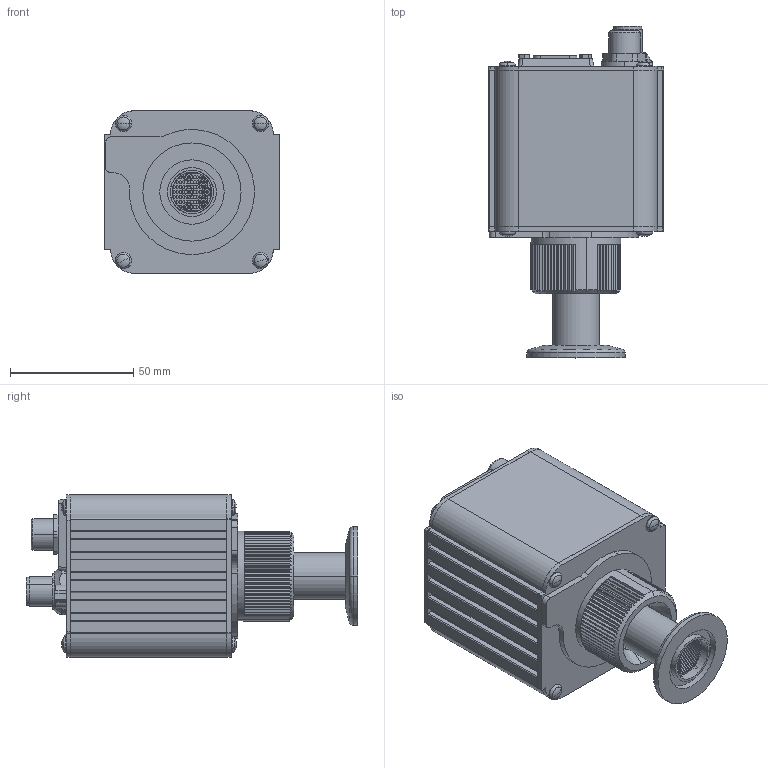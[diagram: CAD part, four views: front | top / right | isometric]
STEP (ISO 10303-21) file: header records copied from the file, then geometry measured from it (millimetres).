
FILE_DESCRIPTION (( 'STEP AP203' ), '1' );
FILE_NAME ('355620-2-YE-T-STEP.STEP', '2017-08-02T20:00:05', ( 'MKS' ), ( 'MKS' ), 'SwSTEP 2.0', 'SolidWorks 2015', '' );
FILE_SCHEMA (( 'CONFIG_CONTROL_DESIGN' ));
Length unit declared in the file: inch
Products named in the file (27): 20000662-STEP; U-Stack_Assy_STEP; 20002600_STEP; 390 Display w Bezel STEP; DNET_PCB_ASSY_STEP; Sensor Assembly NW25KF; PCB-MT-DNET-CON_NUT; 20001345-STEP; 355-GBA-STEP; 6-32-ph-srw_STEP; 20002574; 20001857; CONN_SHELL_STEP; 355620-2-YE-T-STEP; dnet-3552-CIO-PREASSY; 3552-DNETPWR-CONN-STEP_014484 in 3552contrl.; MIG_CONN_STEP; 20001519_STEP; DISPLAY-STEP; 355-GAUGE-ASSY_STEP; 20002598_STEP; DISPLAY-ASSY-STEP_80-0615-000; 355T-MPBA_STEP; 20002599_STEP; 20000652; 355T-PBA-STEP; 20002239_STEP
Assembly tree (34 placements, depth 5):
  355620-2-YE-T-STEP
    U-Stack_Assy_STEP
      355-GAUGE-ASSY_STEP
        355-GBA-STEP
        MIG_CONN_STEP
          CONN_SHELL_STEP
      355T-MPBA_STEP
      355T-PBA-STEP
    dnet-3552-CIO-PREASSY
      DNET_PCB_ASSY_STEP
      20001345-STEP
      20001857  x2
      3552-DNETPWR-CONN-STEP_014484 in 3552contrl.
      390 Display w Bezel STEP
        DISPLAY-ASSY-STEP_80-0615-000
          DISPLAY-STEP
        20000652
        20000662-STEP
      PCB-MT-DNET-CON_NUT
      20002574
    20001519_STEP
    20002600_STEP
      20002599_STEP
        20002598_STEP
      20002239_STEP
    Sensor Assembly NW25KF
    6-32-ph-srw_STEP  x8
Bounding box: 71.15 x 134.85 x 66.05 mm (x, y, z)
Volume: 112821.5 mm3; surface area: 117844.5 mm2
Topology: 34 solids, 39 shells, 2234 faces, 6857 edges, 4797 vertices
Faces by surface type: plane 1379, cylinder 726, torus 72, cone 44, bspline 9, sphere 4
Entity records: 78644 total; most frequent: CARTESIAN_POINT 14742, DIRECTION 12488, ORIENTED_EDGE 11711, EDGE_CURVE 6681, LINE 4816, VECTOR 4816, VERTEX_POINT 4700, AXIS2_PLACEMENT_3D 3836
